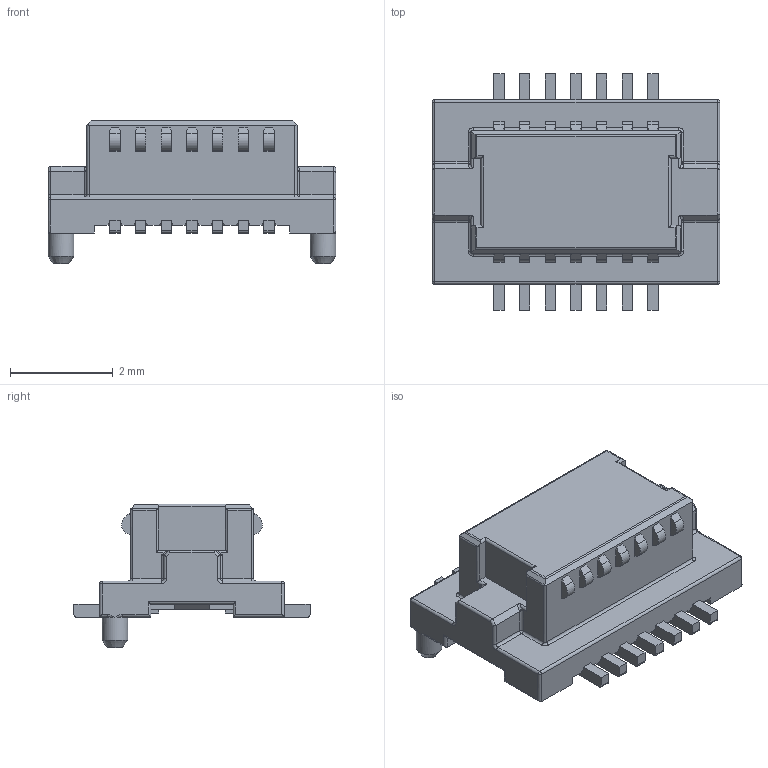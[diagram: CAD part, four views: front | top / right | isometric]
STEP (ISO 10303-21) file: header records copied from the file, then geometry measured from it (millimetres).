
FILE_DESCRIPTION(/* description */ (''),/* implementation_level */ '2;1');
FILE_NAME(/* name */ 'Hirose - DF12A(3.0)-14DS-0.5V(81).step',/* time_stamp */ '2020-08-03T00:30:07+01:00',/* author */ (''),/* organization */ (''),/* preprocessor_version */ 'ST-DEVELOPER v18.1',/* originating_system */ 'Autodesk Translation Framework v9.3.0.1241',/* authorisation */ '');
FILE_SCHEMA (('AUTOMOTIVE_DESIGN { 1 0 10303 214 3 1 1 }'));
Length unit declared in the file: millimetre
Products named in the file (1): Hirose - DF12A(3.0)-14DS-0.5V(81)
Bounding box: 5.6 x 4.6 x 2.8 mm (x, y, z)
Volume: 27.5 mm3; surface area: 88.8 mm2
Topology: 1 solids, 1 shells, 518 faces, 1407 edges, 901 vertices
Faces by surface type: plane 356, cylinder 136, bspline 8, torus 8, sphere 8, cone 2
Full cylindrical faces by diameter (mm): 0.5 x2
Entity records: 16681 total; most frequent: CARTESIAN_POINT 3157, ORIENTED_EDGE 2806, DIRECTION 2674, EDGE_CURVE 1403, LINE 1138, VECTOR 1138, VERTEX_POINT 901, AXIS2_PLACEMENT_3D 768
